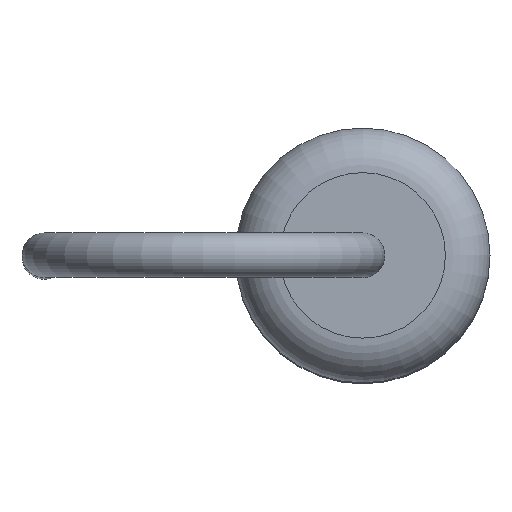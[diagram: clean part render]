
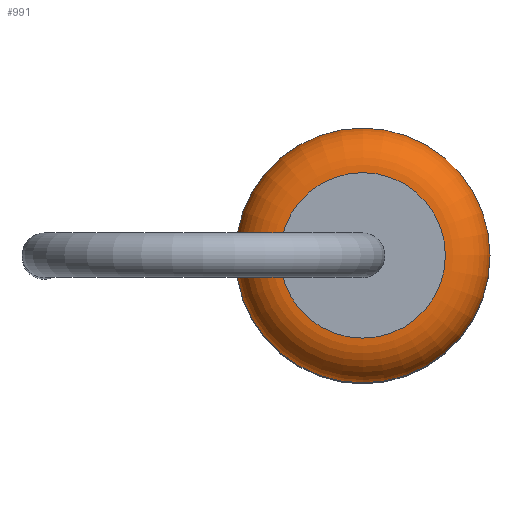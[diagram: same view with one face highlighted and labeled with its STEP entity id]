
A CAD part, top view. The second image highlights one B-rep face of the part: STEP entity #991.
In plain terms, the highlighted toroidal (fillet/blend) face has major radius 1.3 mm and minor radius 0.7 mm.
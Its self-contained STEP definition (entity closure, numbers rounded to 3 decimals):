
#923 = CYLINDRICAL_SURFACE('',#924,2.);
#924 = AXIS2_PLACEMENT_3D('',#925,#926,#927);
#925 = CARTESIAN_POINT('',(0.,0.,13.));
#926 = DIRECTION('',(0.,0.,-1.));
#927 = DIRECTION('',(0.,1.,0.));
#941 = VERTEX_POINT('',#942);
#942 = CARTESIAN_POINT('',(0.,2.,13.3));
#963 = EDGE_CURVE('',#941,#941,#964,.T.);
#964 = SURFACE_CURVE('',#965,(#970,#977),.PCURVE_S1.);
#965 = CIRCLE('',#966,2.);
#966 = AXIS2_PLACEMENT_3D('',#967,#968,#969);
#967 = CARTESIAN_POINT('',(0.,0.,13.3));
#968 = DIRECTION('',(0.,0.,1.));
#969 = DIRECTION('',(0.,1.,0.));
#970 = PCURVE('',#923,#971);
#971 = DEFINITIONAL_REPRESENTATION('',(#972),#976);
#972 = LINE('',#973,#974);
#973 = CARTESIAN_POINT('',(-0.,-0.3));
#974 = VECTOR('',#975,1.);
#975 = DIRECTION('',(-1.,0.));
#976 = ( GEOMETRIC_REPRESENTATION_CONTEXT(2) 
PARAMETRIC_REPRESENTATION_CONTEXT() REPRESENTATION_CONTEXT('2D SPACE',''
  ) );
#977 = PCURVE('',#978,#983);
#978 = TOROIDAL_SURFACE('',#979,1.3,0.7);
#979 = AXIS2_PLACEMENT_3D('',#980,#981,#982);
#980 = CARTESIAN_POINT('',(0.,0.,13.3));
#981 = DIRECTION('',(0.,0.,1.));
#982 = DIRECTION('',(0.,1.,0.));
#983 = DEFINITIONAL_REPRESENTATION('',(#984),#988);
#984 = LINE('',#985,#986);
#985 = CARTESIAN_POINT('',(0.,0.));
#986 = VECTOR('',#987,1.);
#987 = DIRECTION('',(1.,0.));
#988 = ( GEOMETRIC_REPRESENTATION_CONTEXT(2) 
PARAMETRIC_REPRESENTATION_CONTEXT() REPRESENTATION_CONTEXT('2D SPACE',''
  ) );
#991 = ADVANCED_FACE('',(#992),#978,.T.);
#992 = FACE_BOUND('',#993,.T.);
#993 = EDGE_LOOP('',(#994,#1018,#1019,#1020));
#994 = ORIENTED_EDGE('',*,*,#995,.F.);
#995 = EDGE_CURVE('',#941,#996,#998,.T.);
#996 = VERTEX_POINT('',#997);
#997 = CARTESIAN_POINT('',(0.,1.3,14.));
#998 = SEAM_CURVE('',#999,(#1004,#1011),.PCURVE_S1.);
#999 = CIRCLE('',#1000,0.7);
#1000 = AXIS2_PLACEMENT_3D('',#1001,#1002,#1003);
#1001 = CARTESIAN_POINT('',(0.,1.3,13.3));
#1002 = DIRECTION('',(1.,0.,0.));
#1003 = DIRECTION('',(0.,1.,0.));
#1004 = PCURVE('',#978,#1005);
#1005 = DEFINITIONAL_REPRESENTATION('',(#1006),#1010);
#1006 = LINE('',#1007,#1008);
#1007 = CARTESIAN_POINT('',(0.,0.));
#1008 = VECTOR('',#1009,1.);
#1009 = DIRECTION('',(0.,1.));
#1010 = ( GEOMETRIC_REPRESENTATION_CONTEXT(2) 
PARAMETRIC_REPRESENTATION_CONTEXT() REPRESENTATION_CONTEXT('2D SPACE',''
  ) );
#1011 = PCURVE('',#978,#1012);
#1012 = DEFINITIONAL_REPRESENTATION('',(#1013),#1017);
#1013 = LINE('',#1014,#1015);
#1014 = CARTESIAN_POINT('',(6.283,0.));
#1015 = VECTOR('',#1016,1.);
#1016 = DIRECTION('',(0.,1.));
#1017 = ( GEOMETRIC_REPRESENTATION_CONTEXT(2) 
PARAMETRIC_REPRESENTATION_CONTEXT() REPRESENTATION_CONTEXT('2D SPACE',''
  ) );
#1018 = ORIENTED_EDGE('',*,*,#963,.T.);
#1019 = ORIENTED_EDGE('',*,*,#995,.T.);
#1020 = ORIENTED_EDGE('',*,*,#1021,.F.);
#1021 = EDGE_CURVE('',#996,#996,#1022,.T.);
#1022 = SURFACE_CURVE('',#1023,(#1028,#1035),.PCURVE_S1.);
#1023 = CIRCLE('',#1024,1.3);
#1024 = AXIS2_PLACEMENT_3D('',#1025,#1026,#1027);
#1025 = CARTESIAN_POINT('',(0.,0.,14.));
#1026 = DIRECTION('',(0.,0.,1.));
#1027 = DIRECTION('',(0.,1.,0.));
#1028 = PCURVE('',#978,#1029);
#1029 = DEFINITIONAL_REPRESENTATION('',(#1030),#1034);
#1030 = LINE('',#1031,#1032);
#1031 = CARTESIAN_POINT('',(0.,1.571));
#1032 = VECTOR('',#1033,1.);
#1033 = DIRECTION('',(1.,0.));
#1034 = ( GEOMETRIC_REPRESENTATION_CONTEXT(2) 
PARAMETRIC_REPRESENTATION_CONTEXT() REPRESENTATION_CONTEXT('2D SPACE',''
  ) );
#1035 = PCURVE('',#1036,#1041);
#1036 = PLANE('',#1037);
#1037 = AXIS2_PLACEMENT_3D('',#1038,#1039,#1040);
#1038 = CARTESIAN_POINT('',(0.,0.,14.));
#1039 = DIRECTION('',(0.,0.,1.));
#1040 = DIRECTION('',(-1.,0.,0.));
#1041 = DEFINITIONAL_REPRESENTATION('',(#1042),#1046);
#1042 = CIRCLE('',#1043,1.3);
#1043 = AXIS2_PLACEMENT_2D('',#1044,#1045);
#1044 = CARTESIAN_POINT('',(0.,0.));
#1045 = DIRECTION('',(0.,-1.));
#1046 = ( GEOMETRIC_REPRESENTATION_CONTEXT(2) 
PARAMETRIC_REPRESENTATION_CONTEXT() REPRESENTATION_CONTEXT('2D SPACE',''
  ) );
